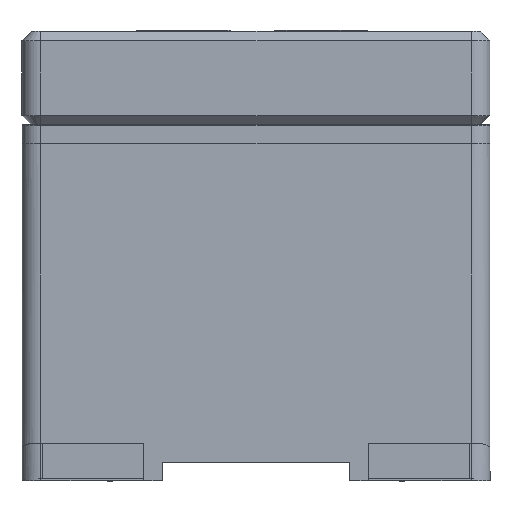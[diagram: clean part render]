
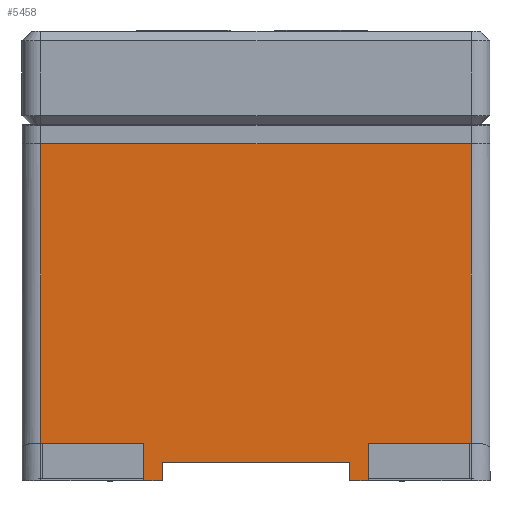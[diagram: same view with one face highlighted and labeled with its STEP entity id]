
A CAD part, front view. The second image highlights one B-rep face of the part: STEP entity #5458.
In plain terms, the highlighted planar face has unit normal (0, -1, 0).
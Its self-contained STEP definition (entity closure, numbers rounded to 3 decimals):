
#621=ORIENTED_EDGE('',*,*,#2035,.T.);
#622=ORIENTED_EDGE('',*,*,#2036,.T.);
#623=ORIENTED_EDGE('',*,*,#2037,.F.);
#624=ORIENTED_EDGE('',*,*,#2038,.T.);
#625=ORIENTED_EDGE('',*,*,#2039,.F.);
#626=ORIENTED_EDGE('',*,*,#2040,.F.);
#627=ORIENTED_EDGE('',*,*,#1990,.F.);
#628=ORIENTED_EDGE('',*,*,#2041,.T.);
#629=ORIENTED_EDGE('',*,*,#2042,.T.);
#630=ORIENTED_EDGE('',*,*,#2043,.T.);
#631=ORIENTED_EDGE('',*,*,#2033,.F.);
#632=ORIENTED_EDGE('',*,*,#2044,.T.);
#1990=EDGE_CURVE('',#2699,#2697,#3225,.T.);
#2033=EDGE_CURVE('',#2738,#2739,#3268,.T.);
#2035=EDGE_CURVE('',#2740,#2741,#3270,.T.);
#2036=EDGE_CURVE('',#2741,#2742,#3271,.F.);
#2037=EDGE_CURVE('',#2743,#2742,#3272,.T.);
#2038=EDGE_CURVE('',#2743,#2744,#3273,.F.);
#2039=EDGE_CURVE('',#2745,#2744,#3274,.T.);
#2040=EDGE_CURVE('',#2697,#2745,#3275,.T.);
#2041=EDGE_CURVE('',#2699,#2746,#3276,.T.);
#2042=EDGE_CURVE('',#2746,#2747,#3277,.T.);
#2043=EDGE_CURVE('',#2747,#2739,#3278,.T.);
#2044=EDGE_CURVE('',#2738,#2740,#3279,.T.);
#2697=VERTEX_POINT('',#8674);
#2699=VERTEX_POINT('',#8678);
#2738=VERTEX_POINT('',#8769);
#2739=VERTEX_POINT('',#8771);
#2740=VERTEX_POINT('',#8775);
#2741=VERTEX_POINT('',#8776);
#2742=VERTEX_POINT('',#8778);
#2743=VERTEX_POINT('',#8780);
#2744=VERTEX_POINT('',#8782);
#2745=VERTEX_POINT('',#8784);
#2746=VERTEX_POINT('',#8787);
#2747=VERTEX_POINT('',#8789);
#3225=LINE('',#8679,#3662);
#3268=LINE('',#8770,#3705);
#3270=LINE('',#8774,#3707);
#3271=LINE('',#8777,#3708);
#3272=LINE('',#8779,#3709);
#3273=LINE('',#8781,#3710);
#3274=LINE('',#8783,#3711);
#3275=LINE('',#8785,#3712);
#3276=LINE('',#8786,#3713);
#3277=LINE('',#8788,#3714);
#3278=LINE('',#8790,#3715);
#3279=LINE('',#8791,#3716);
#3662=VECTOR('',#7029,1000.);
#3705=VECTOR('',#7090,1000.);
#3707=VECTOR('',#7094,1000.);
#3708=VECTOR('',#7095,1000.);
#3709=VECTOR('',#7096,1000.);
#3710=VECTOR('',#7097,1000.);
#3711=VECTOR('',#7098,1000.);
#3712=VECTOR('',#7099,1000.);
#3713=VECTOR('',#7100,1000.);
#3714=VECTOR('',#7101,1000.);
#3715=VECTOR('',#7102,1000.);
#3716=VECTOR('',#7103,1000.);
#4103=EDGE_LOOP('',(#621,#622,#623,#624,#625,#626,#627,#628,#629,#630,#631,
#632));
#4696=FACE_BOUND('',#4103,.T.);
#5289=PLANE('',#6424);
#5458=ADVANCED_FACE('',(#4696),#5289,.F.);
#6424=AXIS2_PLACEMENT_3D('',#8773,#7092,#7093);
#7029=DIRECTION('',(-1.,0.,0.));
#7090=DIRECTION('',(-1.,0.,0.));
#7092=DIRECTION('',(0.,1.,0.));
#7093=DIRECTION('',(0.,0.,1.));
#7094=DIRECTION('',(1.,0.,0.));
#7095=DIRECTION('',(0.,0.,-1.));
#7096=DIRECTION('',(1.,0.,0.));
#7097=DIRECTION('',(0.,0.,1.));
#7098=DIRECTION('',(-1.,0.,0.));
#7099=DIRECTION('',(0.,0.,1.));
#7100=DIRECTION('',(0.,0.,1.));
#7101=DIRECTION('',(1.,0.,0.));
#7102=DIRECTION('',(0.,0.,-1.));
#7103=DIRECTION('',(0.,0.,1.));
#8674=CARTESIAN_POINT('',(-0.6,-1.6,-0.9));
#8678=CARTESIAN_POINT('',(-0.5,-1.6,-0.9));
#8679=CARTESIAN_POINT('',(1.25,-1.6,-0.9));
#8769=CARTESIAN_POINT('',(0.6,-1.6,-0.9));
#8770=CARTESIAN_POINT('',(1.25,-1.6,-0.9));
#8771=CARTESIAN_POINT('',(0.5,-1.6,-0.9));
#8773=CARTESIAN_POINT('',(0.,-1.6,0.));
#8774=CARTESIAN_POINT('',(1.24,-1.6,-0.7));
#8775=CARTESIAN_POINT('',(0.6,-1.6,-0.7));
#8776=CARTESIAN_POINT('',(1.15,-1.6,-0.7));
#8777=CARTESIAN_POINT('',(1.15,-1.6,0.9));
#8778=CARTESIAN_POINT('',(1.15,-1.6,0.9));
#8779=CARTESIAN_POINT('',(-1.25,-1.6,0.9));
#8780=CARTESIAN_POINT('',(-1.15,-1.6,0.9));
#8781=CARTESIAN_POINT('',(-1.15,-1.6,-0.7));
#8782=CARTESIAN_POINT('',(-1.15,-1.6,-0.7));
#8783=CARTESIAN_POINT('',(-1.24,-1.6,-0.7));
#8784=CARTESIAN_POINT('',(-0.6,-1.6,-0.7));
#8785=CARTESIAN_POINT('',(-0.6,-1.6,-0.9));
#8786=CARTESIAN_POINT('',(-0.5,-1.6,-0.9));
#8787=CARTESIAN_POINT('',(-0.5,-1.6,-0.8));
#8788=CARTESIAN_POINT('',(-0.5,-1.6,-0.8));
#8789=CARTESIAN_POINT('',(0.5,-1.6,-0.8));
#8790=CARTESIAN_POINT('',(0.5,-1.6,-0.8));
#8791=CARTESIAN_POINT('',(0.6,-1.6,-0.9));
